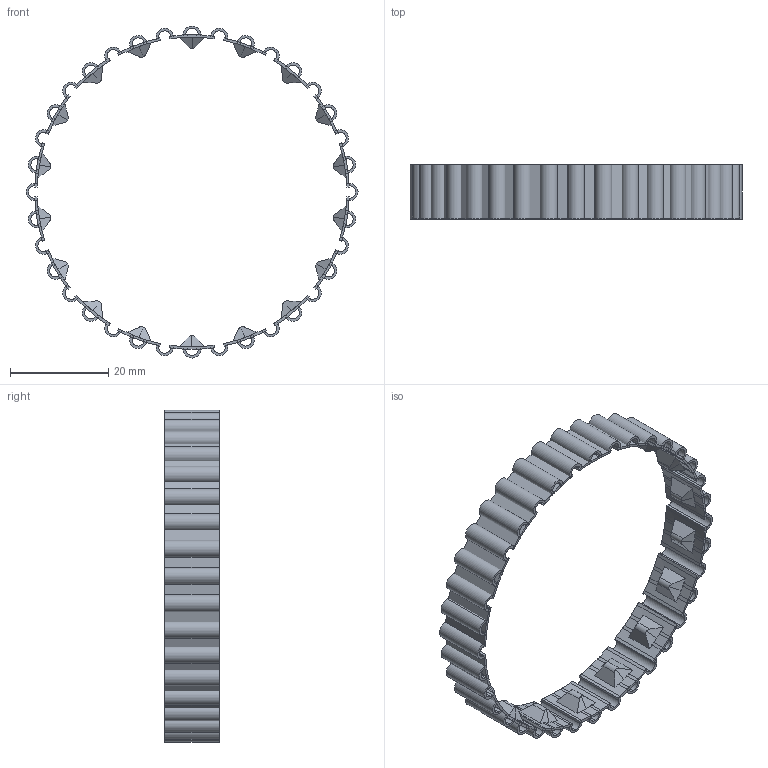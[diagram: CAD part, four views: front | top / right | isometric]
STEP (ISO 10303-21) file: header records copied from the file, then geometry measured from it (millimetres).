
FILE_DESCRIPTION (( 'STEP AP214' ), '1' );
FILE_NAME ('V_Chain v3-ARTHUR-V1.STEP', '2025-12-05T17:09:20', ( '' ), ( '' ), 'SwSTEP 2.0', 'SolidWorks 2025', '' );
FILE_SCHEMA (( 'AUTOMOTIVE_DESIGN' ));
Length unit declared in the file: millimetre
Products named in the file (1): V_Chain v3-ARTHUR-V1
Bounding box: 67.5 x 11 x 67.5 mm (x, y, z)
Volume: 2739.6 mm3; surface area: 9761.8 mm2
Topology: 54 solids, 54 shells, 643 faces, 1551 edges, 1034 vertices
Faces by surface type: plane 324, cylinder 247, cone 72
Entity records: 19751 total; most frequent: CARTESIAN_POINT 3985, DIRECTION 3225, ORIENTED_EDGE 3102, EDGE_CURVE 1551, AXIS2_PLACEMENT_3D 1174, VERTEX_POINT 1034, VECTOR 877, LINE 877
